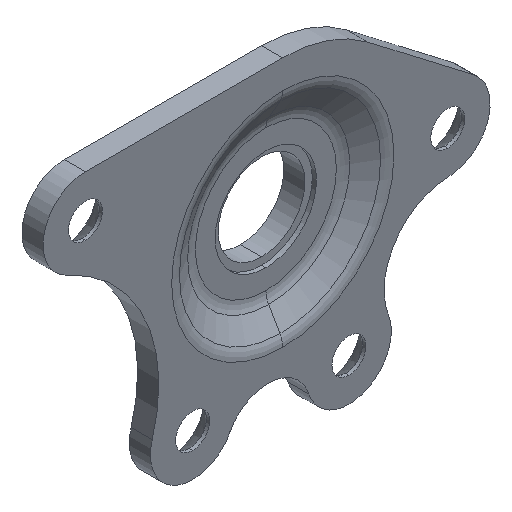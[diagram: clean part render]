
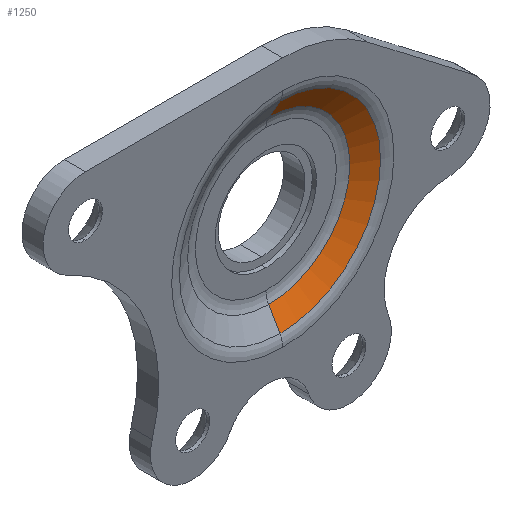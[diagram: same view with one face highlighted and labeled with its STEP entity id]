
A CAD part, isometric view. The second image highlights one B-rep face of the part: STEP entity #1250.
In plain terms, the highlighted conical face has half-angle 60 degrees and reference radius 15.829 mm.
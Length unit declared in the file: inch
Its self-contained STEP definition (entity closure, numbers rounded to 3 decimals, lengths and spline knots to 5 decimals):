
#25 = ORIENTED_EDGE ( 'NONE', *, *, #747, .T. ) ;
#37 = VERTEX_POINT ( 'NONE', #1227 ) ;
#56 = AXIS2_PLACEMENT_3D ( 'NONE', #979, #158, #618 ) ;
#70 = LINE ( 'NONE', #794, #1190 ) ;
#87 = ORIENTED_EDGE ( 'NONE', *, *, #653, .F. ) ;
#158 = DIRECTION ( 'NONE',  ( 0., -1., 0. ) ) ;
#230 = ORIENTED_EDGE ( 'NONE', *, *, #1063, .T. ) ;
#237 = DIRECTION ( 'NONE',  ( 0., -0.5, 0.866 ) ) ;
#292 = DIRECTION ( 'NONE',  ( 0., 0., -1. ) ) ;
#293 = CIRCLE ( 'NONE', #534, 0.47901 ) ;
#327 = AXIS2_PLACEMENT_3D ( 'NONE', #1159, #1030, #1152 ) ;
#490 = LINE ( 'NONE', #808, #1328 ) ;
#502 = VERTEX_POINT ( 'NONE', #789 ) ;
#534 = AXIS2_PLACEMENT_3D ( 'NONE', #987, #1325, #292 ) ;
#555 = CARTESIAN_POINT ( 'NONE',  ( -2.06113, 1.01675, 2.17576 ) ) ;
#618 = DIRECTION ( 'NONE',  ( 0., 0., 1. ) ) ;
#653 = EDGE_CURVE ( 'NONE', #37, #949, #490, .T. ) ;
#664 = EDGE_LOOP ( 'NONE', ( #87, #875, #230, #25 ) ) ;
#667 = CONICAL_SURFACE ( 'NONE', #327, 0.62321, 1.047 ) ;
#680 = DIRECTION ( 'NONE',  ( 0., -0.5, -0.866 ) ) ;
#747 = EDGE_CURVE ( 'NONE', #748, #949, #1046, .T. ) ;
#748 = VERTEX_POINT ( 'NONE', #1217 ) ;
#780 = EDGE_CURVE ( 'NONE', #37, #502, #293, .T. ) ;
#789 = CARTESIAN_POINT ( 'NONE',  ( -2.06113, 1.08325, 1.10256 ) ) ;
#794 = CARTESIAN_POINT ( 'NONE',  ( -2.06113, 1., 0.95836 ) ) ;
#808 = CARTESIAN_POINT ( 'NONE',  ( -2.06113, 1., 2.20477 ) ) ;
#875 = ORIENTED_EDGE ( 'NONE', *, *, #780, .T. ) ;
#949 = VERTEX_POINT ( 'NONE', #555 ) ;
#979 = CARTESIAN_POINT ( 'NONE',  ( -2.06113, 1.01675, 1.58156 ) ) ;
#987 = CARTESIAN_POINT ( 'NONE',  ( -2.06113, 1.08325, 1.58156 ) ) ;
#1030 = DIRECTION ( 'NONE',  ( 0., -1., 0. ) ) ;
#1046 = CIRCLE ( 'NONE', #56, 0.5942 ) ;
#1063 = EDGE_CURVE ( 'NONE', #502, #748, #70, .T. ) ;
#1152 = DIRECTION ( 'NONE',  ( 0., 0., -1. ) ) ;
#1159 = CARTESIAN_POINT ( 'NONE',  ( -2.06113, 1., 1.58156 ) ) ;
#1190 = VECTOR ( 'NONE', #680, 39.37008 ) ;
#1217 = CARTESIAN_POINT ( 'NONE',  ( -2.06113, 1.01675, 0.98736 ) ) ;
#1227 = CARTESIAN_POINT ( 'NONE',  ( -2.06113, 1.08325, 2.06057 ) ) ;
#1250 = ADVANCED_FACE ( 'NONE', ( #1466 ), #667, .F. ) ;
#1325 = DIRECTION ( 'NONE',  ( 0., 1., 0. ) ) ;
#1328 = VECTOR ( 'NONE', #237, 39.37008 ) ;
#1466 = FACE_OUTER_BOUND ( 'NONE', #664, .T. ) ;
